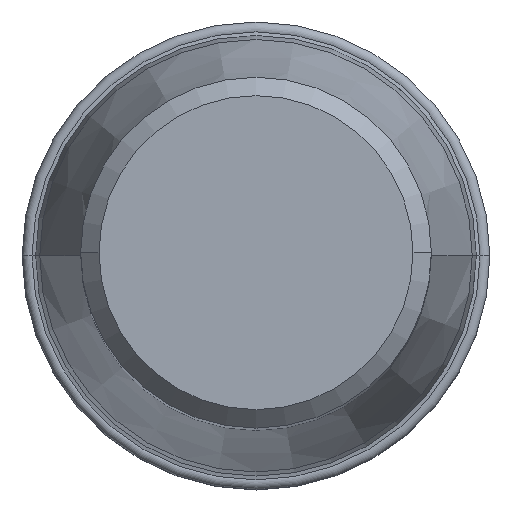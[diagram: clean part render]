
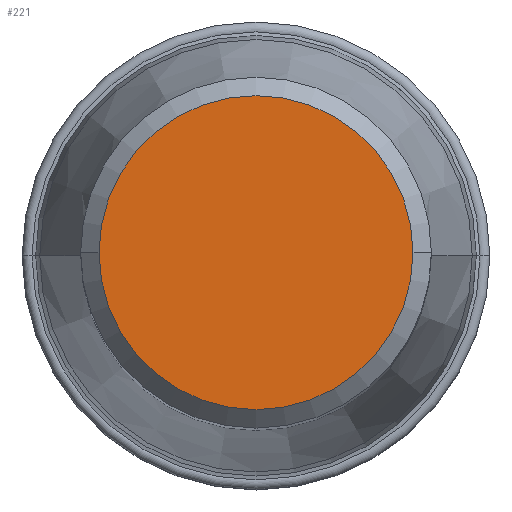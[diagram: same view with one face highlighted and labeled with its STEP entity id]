
A CAD part, top view. The second image highlights one B-rep face of the part: STEP entity #221.
In plain terms, the highlighted planar face has unit normal (0, 0, 1).
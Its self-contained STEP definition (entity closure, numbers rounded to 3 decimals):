
#159=FACE_OUTER_BOUND('',#293,.T.);
#221=ADVANCED_FACE('',(#159),#225,.F.);
#225=PLANE('',#1313);
#293=EDGE_LOOP('',(#576,#577));
#576=ORIENTED_EDGE('',*,*,#803,.T.);
#577=ORIENTED_EDGE('',*,*,#800,.T.);
#660=VERTEX_POINT('',#2118);
#661=VERTEX_POINT('',#2119);
#800=EDGE_CURVE('',#660,#661,#927,.T.);
#803=EDGE_CURVE('',#661,#660,#928,.T.);
#927=CIRCLE('',#1309,8.525);
#928=CIRCLE('',#1311,8.525);
#1309=AXIS2_PLACEMENT_3D('',#2117,#1724,#1725);
#1311=AXIS2_PLACEMENT_3D('',#2123,#1730,#1731);
#1313=AXIS2_PLACEMENT_3D('',#2125,#1734,#1735);
#1724=DIRECTION('',(0.,0.,1.));
#1725=DIRECTION('',(1.,0.,0.));
#1730=DIRECTION('',(0.,0.,1.));
#1731=DIRECTION('',(-1.,0.,0.));
#1734=DIRECTION('',(0.,0.,-1.));
#1735=DIRECTION('',(1.,0.,0.));
#2117=CARTESIAN_POINT('',(0.,0.,0.));
#2118=CARTESIAN_POINT('',(8.525,0.,0.));
#2119=CARTESIAN_POINT('',(-8.525,0.,0.));
#2123=CARTESIAN_POINT('',(0.,0.,0.));
#2125=CARTESIAN_POINT('',(0.,0.,0.));
